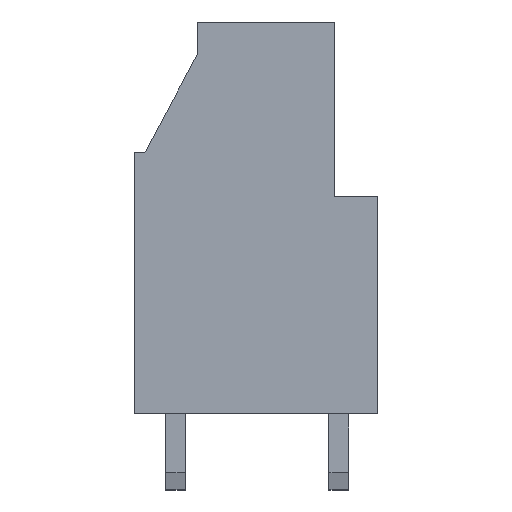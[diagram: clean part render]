
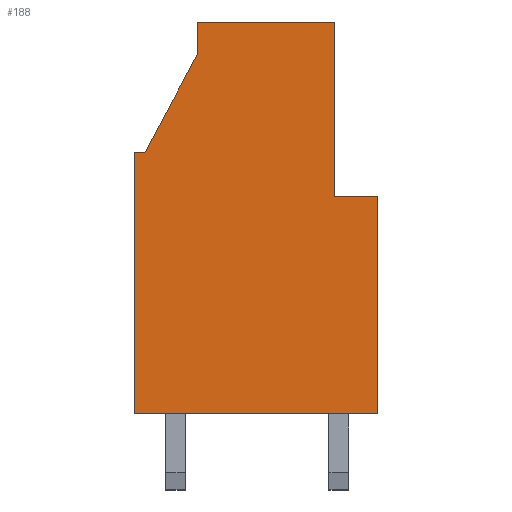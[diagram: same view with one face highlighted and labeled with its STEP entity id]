
A CAD part, front view. The second image highlights one B-rep face of the part: STEP entity #188.
In plain terms, the highlighted planar face has unit normal (0, -1, 0).
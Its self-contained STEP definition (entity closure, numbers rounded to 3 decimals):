
#188 = ADVANCED_FACE( '', ( #430 ), #431, .F. );
#430 = FACE_OUTER_BOUND( '', #740, .T. );
#431 = PLANE( '', #741 );
#740 = EDGE_LOOP( '', ( #1118, #1119, #1120, #1121, #1122, #1123, #1124, #1125, #1126 ) );
#741 = AXIS2_PLACEMENT_3D( '', #1127, #1128, #1129 );
#1118 = ORIENTED_EDGE( '', *, *, #1996, .T. );
#1119 = ORIENTED_EDGE( '', *, *, #1997, .F. );
#1120 = ORIENTED_EDGE( '', *, *, #1998, .T. );
#1121 = ORIENTED_EDGE( '', *, *, #1999, .T. );
#1122 = ORIENTED_EDGE( '', *, *, #2000, .F. );
#1123 = ORIENTED_EDGE( '', *, *, #2001, .F. );
#1124 = ORIENTED_EDGE( '', *, *, #2002, .F. );
#1125 = ORIENTED_EDGE( '', *, *, #2003, .F. );
#1126 = ORIENTED_EDGE( '', *, *, #2004, .F. );
#1127 = CARTESIAN_POINT( '', ( 0., -7.5, 0. ) );
#1128 = DIRECTION( '', ( 0., 1., 0. ) );
#1129 = DIRECTION( '', ( 0., 0., 1. ) );
#1996 = EDGE_CURVE( '', #2420, #2421, #2422, .T. );
#1997 = EDGE_CURVE( '', #2423, #2421, #2424, .T. );
#1998 = EDGE_CURVE( '', #2423, #2425, #2426, .T. );
#1999 = EDGE_CURVE( '', #2425, #2427, #2428, .T. );
#2000 = EDGE_CURVE( '', #2429, #2427, #2430, .T. );
#2001 = EDGE_CURVE( '', #2431, #2429, #2432, .T. );
#2002 = EDGE_CURVE( '', #2433, #2431, #2434, .T. );
#2003 = EDGE_CURVE( '', #2435, #2433, #2436, .T. );
#2004 = EDGE_CURVE( '', #2420, #2435, #2437, .T. );
#2420 = VERTEX_POINT( '', #3022 );
#2421 = VERTEX_POINT( '', #3023 );
#2422 = LINE( '', #3024, #3025 );
#2423 = VERTEX_POINT( '', #3026 );
#2424 = LINE( '', #3027, #3028 );
#2425 = VERTEX_POINT( '', #3029 );
#2426 = LINE( '', #3030, #3031 );
#2427 = VERTEX_POINT( '', #3032 );
#2428 = LINE( '', #3033, #3034 );
#2429 = VERTEX_POINT( '', #3035 );
#2430 = LINE( '', #3036, #3037 );
#2431 = VERTEX_POINT( '', #3038 );
#2432 = LINE( '', #3039, #3040 );
#2433 = VERTEX_POINT( '', #3041 );
#2434 = LINE( '', #3042, #3043 );
#2435 = VERTEX_POINT( '', #3044 );
#2436 = LINE( '', #3045, #3046 );
#2437 = LINE( '', #3047, #3048 );
#3022 = CARTESIAN_POINT( '', ( 0., -7.5, 0. ) );
#3023 = CARTESIAN_POINT( '', ( 11.2, -7.5, 0. ) );
#3024 = CARTESIAN_POINT( '', ( 1.741, -7.5, 0. ) );
#3025 = VECTOR( '', #3698, 1000. );
#3026 = CARTESIAN_POINT( '', ( 11.2, -7.5, 10. ) );
#3027 = CARTESIAN_POINT( '', ( 11.2, -7.5, 18. ) );
#3028 = VECTOR( '', #3699, 1000. );
#3029 = CARTESIAN_POINT( '', ( 9.2, -7.5, 10. ) );
#3030 = CARTESIAN_POINT( '', ( 9.447, -7.5, 10. ) );
#3031 = VECTOR( '', #3700, 1000. );
#3032 = CARTESIAN_POINT( '', ( 9.2, -7.5, 18. ) );
#3033 = CARTESIAN_POINT( '', ( 9.2, -7.5, 18. ) );
#3034 = VECTOR( '', #3701, 1000. );
#3035 = CARTESIAN_POINT( '', ( 2.9, -7.5, 18. ) );
#3036 = CARTESIAN_POINT( '', ( 0., -7.5, 18. ) );
#3037 = VECTOR( '', #3702, 1000. );
#3038 = CARTESIAN_POINT( '', ( 2.9, -7.5, 16.5 ) );
#3039 = CARTESIAN_POINT( '', ( 2.9, -7.5, -1. ) );
#3040 = VECTOR( '', #3703, 1000. );
#3041 = CARTESIAN_POINT( '', ( 0.5, -7.5, 12. ) );
#3042 = CARTESIAN_POINT( '', ( -3.824, -7.5, 3.893 ) );
#3043 = VECTOR( '', #3704, 1000. );
#3044 = CARTESIAN_POINT( '', ( 0., -7.5, 12. ) );
#3045 = CARTESIAN_POINT( '', ( 5.35, -7.5, 12. ) );
#3046 = VECTOR( '', #3705, 1000. );
#3047 = CARTESIAN_POINT( '', ( 0., -7.5, -3.5 ) );
#3048 = VECTOR( '', #3706, 1000. );
#3698 = DIRECTION( '', ( 1., 0., 0. ) );
#3699 = DIRECTION( '', ( 0., 0., -1. ) );
#3700 = DIRECTION( '', ( -1., 0., 0. ) );
#3701 = DIRECTION( '', ( 0., 0., 1. ) );
#3702 = DIRECTION( '', ( 1., 0., 0. ) );
#3703 = DIRECTION( '', ( 0., 0., 1. ) );
#3704 = DIRECTION( '', ( 0.471, 0., 0.882 ) );
#3705 = DIRECTION( '', ( 1., 0., 0. ) );
#3706 = DIRECTION( '', ( 0., 0., 1. ) );
